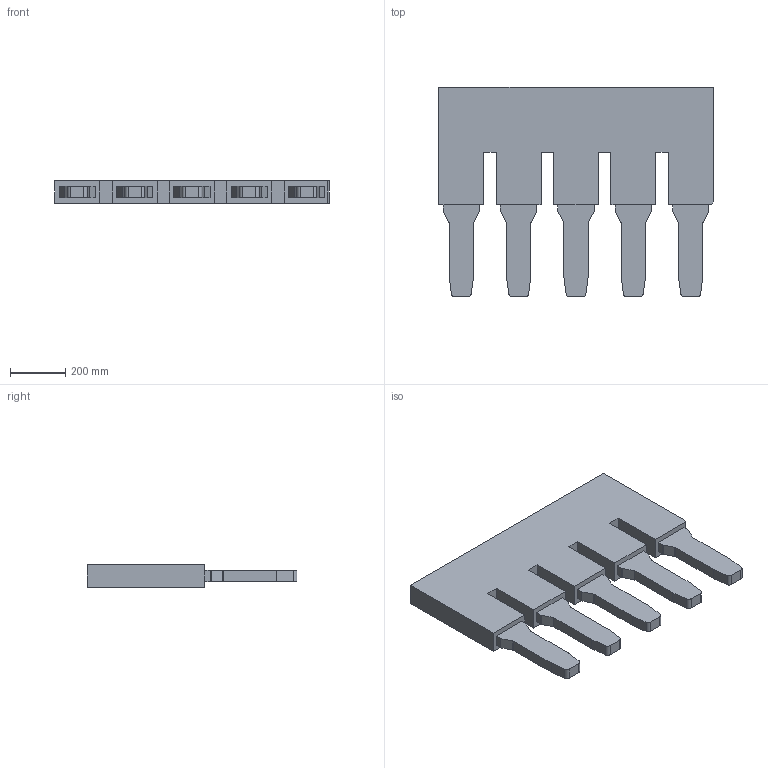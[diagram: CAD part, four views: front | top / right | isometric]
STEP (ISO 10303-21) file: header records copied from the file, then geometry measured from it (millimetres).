
FILE_DESCRIPTION((''),'2;1');
FILE_NAME('PRT0004','2018-12-01T',('Administrator'),(''),'PRO/ENGINEER BY PARAMETRIC TECHNOLOGY CORPORATION, 2008380','PRO/ENGINEER BY PARAMETRIC TECHNOLOGY CORPORATION, 2008380','');
FILE_SCHEMA(('CONFIG_CONTROL_DESIGN'));
Length unit declared in the file: inch
Products named in the file (1): PRT0004
Bounding box: 995.68 x 762 x 81.28 mm (x, y, z)
Volume: 37991577 mm3; surface area: 1568631.5 mm2
Topology: 1 solids, 1 shells, 119 faces, 336 edges, 224 vertices
Faces by surface type: plane 79, cylinder 40
Entity records: 3890 total; most frequent: CARTESIAN_POINT 679, ORIENTED_EDGE 672, DIRECTION 654, EDGE_CURVE 336, VECTOR 256, LINE 256, VERTEX_POINT 224, AXIS2_PLACEMENT_3D 199
